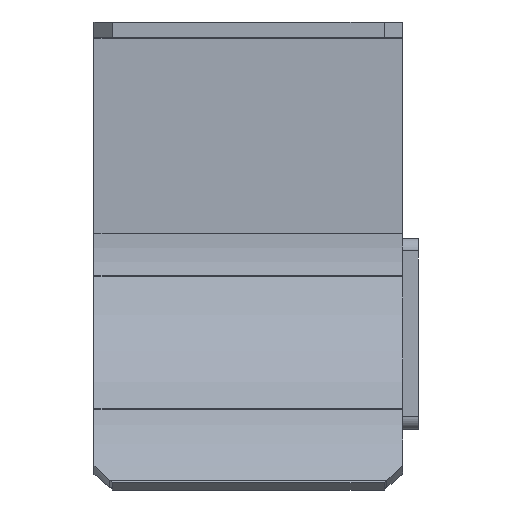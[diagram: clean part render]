
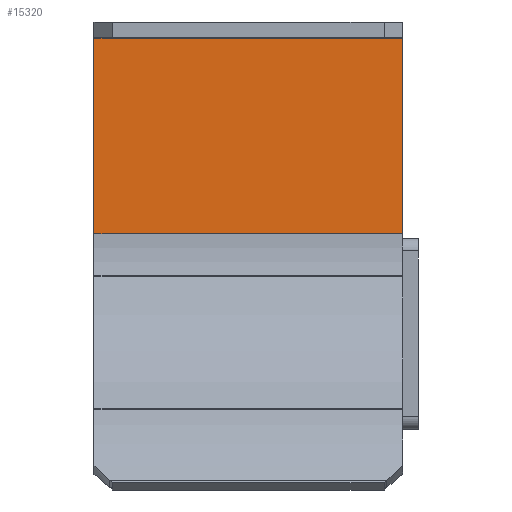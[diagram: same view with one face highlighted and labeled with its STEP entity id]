
A CAD part, left-side view. The second image highlights one B-rep face of the part: STEP entity #15320.
In plain terms, the highlighted face is planar.
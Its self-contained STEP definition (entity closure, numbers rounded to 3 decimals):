
#2629 = CARTESIAN_POINT ( 'NONE',  ( -25., -49.969, 9.809 ) ) ;
#2643 = FACE_OUTER_BOUND ( 'NONE', #14854, .T. ) ;
#2644 = PLANE ( 'NONE',  #13802 ) ;
#2647 = DIRECTION ( 'NONE',  ( 0., 0.469, 0.883 ) ) ;
#2649 = DIRECTION ( 'NONE',  ( 1., 0., 0. ) ) ;
#2751 = CARTESIAN_POINT ( 'NONE',  ( -25., 22.344, -28.641 ) ) ;
#2790 = CARTESIAN_POINT ( 'NONE',  ( 25., -5.645, -13.759 ) ) ;
#2814 = CARTESIAN_POINT ( 'NONE',  ( 25., 22.344, -28.641 ) ) ;
#2841 = CARTESIAN_POINT ( 'NONE',  ( -25., -5.645, -13.759 ) ) ;
#5798 = VECTOR ( 'NONE', #13012, 1000. ) ;
#5908 = VECTOR ( 'NONE', #14729, 1000. ) ;
#5912 = VECTOR ( 'NONE', #14720, 1000. ) ;
#5913 = VECTOR ( 'NONE', #14504, 1000. ) ;
#6357 = EDGE_CURVE ( 'NONE', #14299, #14372, #15204, .T. ) ;
#6358 = EDGE_CURVE ( 'NONE', #14299, #14331, #14514, .T. ) ;
#6359 = EDGE_CURVE ( 'NONE', #14457, #14331, #14509, .T. ) ;
#13009 = LINE ( 'NONE', #13011, #5798 ) ;
#13011 = CARTESIAN_POINT ( 'NONE',  ( -25., 22.433, -28.688 ) ) ;
#13012 = DIRECTION ( 'NONE',  ( 0., -0.883, 0.469 ) ) ;
#13355 = ORIENTED_EDGE ( 'NONE', *, *, #6358, .T. ) ;
#13364 = ORIENTED_EDGE ( 'NONE', *, *, #6357, .F. ) ;
#13802 = AXIS2_PLACEMENT_3D ( 'NONE', #2629, #2647, #2649 ) ;
#14299 = VERTEX_POINT ( 'NONE', #2790 ) ;
#14331 = VERTEX_POINT ( 'NONE', #2814 ) ;
#14372 = VERTEX_POINT ( 'NONE', #2841 ) ;
#14457 = VERTEX_POINT ( 'NONE', #2751 ) ;
#14503 = CARTESIAN_POINT ( 'NONE',  ( 25., 22.433, -28.688 ) ) ;
#14504 = DIRECTION ( 'NONE',  ( -1., 0., 0. ) ) ;
#14506 = CARTESIAN_POINT ( 'NONE',  ( -25., -5.645, -13.759 ) ) ;
#14509 = LINE ( 'NONE', #14727, #5908 ) ;
#14514 = LINE ( 'NONE', #14503, #5912 ) ;
#14596 = ORIENTED_EDGE ( 'NONE', *, *, #15252, .T. ) ;
#14720 = DIRECTION ( 'NONE',  ( 0., 0.883, -0.469 ) ) ;
#14727 = CARTESIAN_POINT ( 'NONE',  ( -25., 22.344, -28.641 ) ) ;
#14729 = DIRECTION ( 'NONE',  ( 1., 0., 0. ) ) ;
#14787 = ORIENTED_EDGE ( 'NONE', *, *, #6359, .F. ) ;
#14854 = EDGE_LOOP ( 'NONE', ( #13364, #13355, #14787, #14596 ) ) ;
#15204 = LINE ( 'NONE', #14506, #5913 ) ;
#15252 = EDGE_CURVE ( 'NONE', #14457, #14372, #13009, .T. ) ;
#15320 = ADVANCED_FACE ( 'NONE', ( #2643 ), #2644, .T. ) ;
